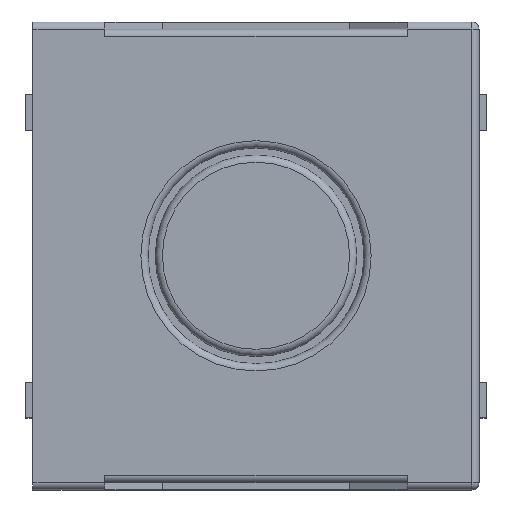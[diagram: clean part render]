
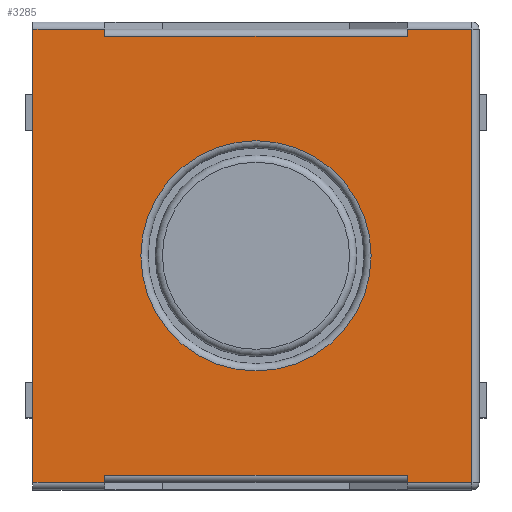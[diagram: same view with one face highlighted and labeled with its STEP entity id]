
A CAD part, top view. The second image highlights one B-rep face of the part: STEP entity #3285.
In plain terms, the highlighted planar face has unit normal (0, 0, 1).
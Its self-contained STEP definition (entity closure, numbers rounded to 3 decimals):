
#135=FACE_BOUND('',#1250,.T.);
#146=LINE('',#4627,#540);
#171=LINE('',#4683,#565);
#172=LINE('',#4685,#566);
#173=LINE('',#4687,#567);
#174=LINE('',#4689,#568);
#175=LINE('',#4691,#569);
#176=LINE('',#4693,#570);
#177=LINE('',#4695,#571);
#178=LINE('',#4697,#572);
#179=LINE('',#4699,#573);
#180=LINE('',#4701,#574);
#181=LINE('',#4702,#575);
#182=LINE('',#4703,#576);
#540=VECTOR('',#3754,1.);
#565=VECTOR('',#3789,1.);
#566=VECTOR('',#3790,1.);
#567=VECTOR('',#3791,1.);
#568=VECTOR('',#3792,1.);
#569=VECTOR('',#3793,1.);
#570=VECTOR('',#3794,1.);
#571=VECTOR('',#3795,1.);
#572=VECTOR('',#3796,1.);
#573=VECTOR('',#3797,1.);
#574=VECTOR('',#3798,1.);
#575=VECTOR('',#3799,1.);
#576=VECTOR('',#3800,1.);
#936=PLANE('',#3504);
#1067=FACE_OUTER_BOUND('',#1249,.T.);
#1249=EDGE_LOOP('',(#2337,#2338,#2339,#2340,#2341,#2342,#2343,#2344,#2345,
#2346,#2347,#2348,#2349));
#1250=EDGE_LOOP('',(#2350));
#1439=CIRCLE('',#3497,1.6);
#1503=VERTEX_POINT('',#4617);
#1506=VERTEX_POINT('',#4624);
#1507=VERTEX_POINT('',#4626);
#1512=VERTEX_POINT('',#4637);
#1533=VERTEX_POINT('',#4682);
#1534=VERTEX_POINT('',#4684);
#1535=VERTEX_POINT('',#4686);
#1536=VERTEX_POINT('',#4688);
#1537=VERTEX_POINT('',#4690);
#1538=VERTEX_POINT('',#4692);
#1539=VERTEX_POINT('',#4694);
#1540=VERTEX_POINT('',#4696);
#1541=VERTEX_POINT('',#4698);
#1542=VERTEX_POINT('',#4700);
#1819=EDGE_CURVE('',#1503,#1503,#1439,.T.);
#1822=EDGE_CURVE('',#1506,#1507,#146,.T.);
#1849=EDGE_CURVE('',#1506,#1533,#171,.T.);
#1850=EDGE_CURVE('',#1534,#1533,#172,.T.);
#1851=EDGE_CURVE('',#1534,#1535,#173,.T.);
#1852=EDGE_CURVE('',#1535,#1536,#174,.T.);
#1853=EDGE_CURVE('',#1536,#1537,#175,.T.);
#1854=EDGE_CURVE('',#1537,#1538,#176,.T.);
#1855=EDGE_CURVE('',#1538,#1539,#177,.T.);
#1856=EDGE_CURVE('',#1539,#1540,#178,.T.);
#1857=EDGE_CURVE('',#1540,#1541,#179,.T.);
#1858=EDGE_CURVE('',#1541,#1542,#180,.T.);
#1859=EDGE_CURVE('',#1542,#1512,#181,.T.);
#1860=EDGE_CURVE('',#1507,#1512,#182,.T.);
#2337=ORIENTED_EDGE('',*,*,#1822,.F.);
#2338=ORIENTED_EDGE('',*,*,#1849,.T.);
#2339=ORIENTED_EDGE('',*,*,#1850,.F.);
#2340=ORIENTED_EDGE('',*,*,#1851,.T.);
#2341=ORIENTED_EDGE('',*,*,#1852,.T.);
#2342=ORIENTED_EDGE('',*,*,#1853,.T.);
#2343=ORIENTED_EDGE('',*,*,#1854,.T.);
#2344=ORIENTED_EDGE('',*,*,#1855,.T.);
#2345=ORIENTED_EDGE('',*,*,#1856,.T.);
#2346=ORIENTED_EDGE('',*,*,#1857,.T.);
#2347=ORIENTED_EDGE('',*,*,#1858,.T.);
#2348=ORIENTED_EDGE('',*,*,#1859,.T.);
#2349=ORIENTED_EDGE('',*,*,#1860,.F.);
#2350=ORIENTED_EDGE('',*,*,#1819,.T.);
#3285=ADVANCED_FACE('',(#1067,#135),#936,.T.);
#3497=AXIS2_PLACEMENT_3D('',#4619,#3747,#3748);
#3504=AXIS2_PLACEMENT_3D('',#4681,#3787,#3788);
#3747=DIRECTION('center_axis',(0.,0.,-1.));
#3748=DIRECTION('ref_axis',(0.,-1.,0.));
#3754=DIRECTION('',(0.,1.,0.));
#3787=DIRECTION('center_axis',(0.,0.,1.));
#3788=DIRECTION('ref_axis',(0.,-1.,0.));
#3789=DIRECTION('',(1.,0.,0.));
#3790=DIRECTION('',(0.,-1.,0.));
#3791=DIRECTION('',(1.,0.,0.));
#3792=DIRECTION('',(0.,-1.,0.));
#3793=DIRECTION('',(1.,0.,0.));
#3794=DIRECTION('',(0.,1.,0.));
#3795=DIRECTION('',(-1.,0.,0.));
#3796=DIRECTION('',(0.,-1.,0.));
#3797=DIRECTION('',(-1.,0.,0.));
#3798=DIRECTION('',(0.,1.,0.));
#3799=DIRECTION('',(-1.,0.,0.));
#3800=DIRECTION('',(0.,1.,0.));
#4617=CARTESIAN_POINT('',(0.,1.6,2.75));
#4619=CARTESIAN_POINT('Origin',(0.,0.,2.75));
#4624=CARTESIAN_POINT('',(-3.1,-3.15,2.75));
#4626=CARTESIAN_POINT('',(-3.1,-3.05,2.75));
#4627=CARTESIAN_POINT('',(-3.1,-3.25,2.75));
#4637=CARTESIAN_POINT('',(-3.1,3.15,2.75));
#4681=CARTESIAN_POINT('Origin',(3.1,-3.25,2.75));
#4682=CARTESIAN_POINT('',(-2.1,-3.15,2.75));
#4683=CARTESIAN_POINT('',(3.1,-3.15,2.75));
#4684=CARTESIAN_POINT('',(-2.1,-3.05,2.75));
#4685=CARTESIAN_POINT('',(-2.1,-3.15,2.75));
#4686=CARTESIAN_POINT('',(2.1,-3.05,2.75));
#4687=CARTESIAN_POINT('',(3.1,-3.05,2.75));
#4688=CARTESIAN_POINT('',(2.1,-3.15,2.75));
#4689=CARTESIAN_POINT('',(2.1,-3.15,2.75));
#4690=CARTESIAN_POINT('',(3.,-3.15,2.75));
#4691=CARTESIAN_POINT('',(3.1,-3.15,2.75));
#4692=CARTESIAN_POINT('',(3.,3.15,2.75));
#4693=CARTESIAN_POINT('',(3.,3.25,2.75));
#4694=CARTESIAN_POINT('',(2.1,3.15,2.75));
#4695=CARTESIAN_POINT('',(3.1,3.15,2.75));
#4696=CARTESIAN_POINT('',(2.1,3.05,2.75));
#4697=CARTESIAN_POINT('',(2.1,3.15,2.75));
#4698=CARTESIAN_POINT('',(-2.1,3.05,2.75));
#4699=CARTESIAN_POINT('',(3.1,3.05,2.75));
#4700=CARTESIAN_POINT('',(-2.1,3.15,2.75));
#4701=CARTESIAN_POINT('',(-2.1,3.15,2.75));
#4702=CARTESIAN_POINT('',(3.1,3.15,2.75));
#4703=CARTESIAN_POINT('',(-3.1,-3.25,2.75));
